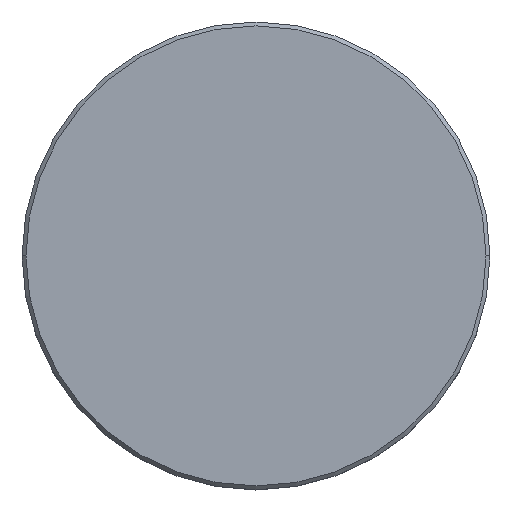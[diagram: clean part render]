
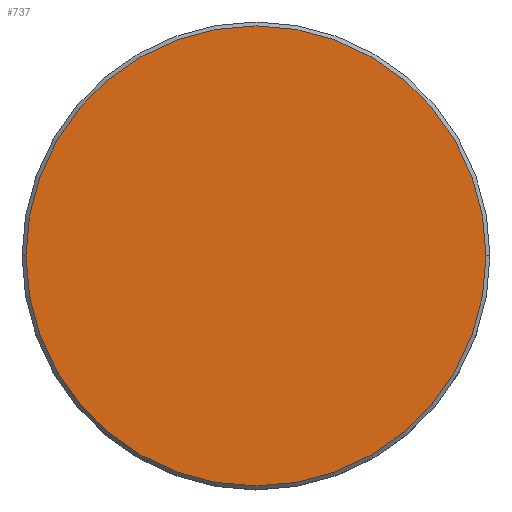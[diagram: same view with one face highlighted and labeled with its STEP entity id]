
A CAD part, top view. The second image highlights one B-rep face of the part: STEP entity #737.
In plain terms, the highlighted planar face has unit normal (0, 0, 1).
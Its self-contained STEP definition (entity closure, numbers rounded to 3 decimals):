
#12 = DIRECTION ( 'NONE',  ( 0., 0., 1. ) ) ;
#14 = CARTESIAN_POINT ( 'NONE',  ( 0., 0., 0. ) ) ;
#19 = DIRECTION ( 'NONE',  ( 1., 0., 0. ) ) ;
#163 = CARTESIAN_POINT ( 'NONE',  ( -29.5, 0., 0. ) ) ;
#174 = CIRCLE ( 'NONE', #347, 29.5 ) ;
#180 = DIRECTION ( 'NONE',  ( 0., 0., 1. ) ) ;
#285 = FACE_OUTER_BOUND ( 'NONE', #638, .T. ) ;
#347 = AXIS2_PLACEMENT_3D ( 'NONE', #14, #180, #369 ) ;
#358 = PLANE ( 'NONE',  #1147 ) ;
#369 = DIRECTION ( 'NONE',  ( 1., 0., 0. ) ) ;
#383 = ORIENTED_EDGE ( 'NONE', *, *, #647, .T. ) ;
#418 = CARTESIAN_POINT ( 'NONE',  ( 0., 0., 0. ) ) ;
#419 = VERTEX_POINT ( 'NONE', #163 ) ;
#461 = AXIS2_PLACEMENT_3D ( 'NONE', #418, #815, #19 ) ;
#525 = EDGE_CURVE ( 'NONE', #419, #732, #174, .T. ) ;
#542 = DIRECTION ( 'NONE',  ( 1., 0., 0. ) ) ;
#638 = EDGE_LOOP ( 'NONE', ( #941, #383 ) ) ;
#647 = EDGE_CURVE ( 'NONE', #732, #419, #973, .T. ) ;
#732 = VERTEX_POINT ( 'NONE', #1094 ) ;
#737 = ADVANCED_FACE ( 'NONE', ( #285 ), #358, .T. ) ;
#815 = DIRECTION ( 'NONE',  ( 0., 0., 1. ) ) ;
#906 = CARTESIAN_POINT ( 'NONE',  ( 0., 0., 0. ) ) ;
#941 = ORIENTED_EDGE ( 'NONE', *, *, #525, .T. ) ;
#973 = CIRCLE ( 'NONE', #461, 29.5 ) ;
#1094 = CARTESIAN_POINT ( 'NONE',  ( 29.5, 0., 0. ) ) ;
#1147 = AXIS2_PLACEMENT_3D ( 'NONE', #906, #12, #542 ) ;
